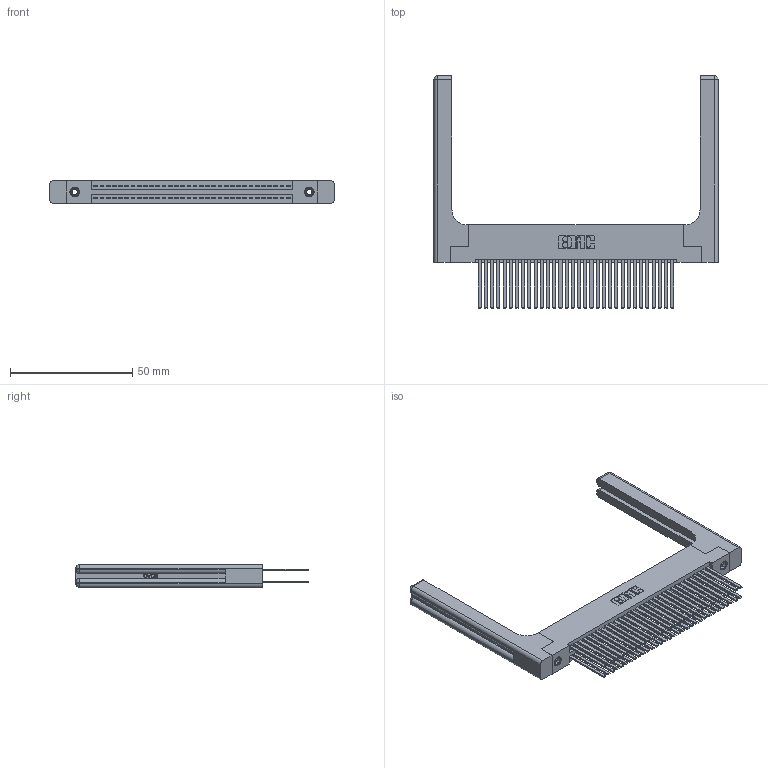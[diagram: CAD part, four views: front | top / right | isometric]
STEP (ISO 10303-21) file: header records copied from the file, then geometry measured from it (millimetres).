
FILE_DESCRIPTION (( 'STEP AP203' ), '1' );
FILE_NAME ('395-064-544-258.STEP', '2019-10-23T18:59:56', ( '' ), ( '' ), 'SwSTEP 2.0', 'SolidWorks 2016', '' );
FILE_SCHEMA (( 'CONFIG_CONTROL_DESIGN' ));
Length unit declared in the file: inch
Products named in the file (5): 345 Part_Flush Mounting Lugs - 0.156 Dia-TH; 345-292-001_345-293-144; 345-250-001_345-250-001-102; 345-220-058_345-220-058; 395-064-544-258
Assembly tree (69 placements, depth 2):
  395-064-544-258
    345 Part_Flush Mounting Lugs - 0.156 Dia-TH
    345-292-001_345-293-144  x64
    345-250-001_345-250-001-102  x2
    345-220-058_345-220-058  x2
Bounding box: 116.31 x 94.92 x 9.4 mm (x, y, z)
Volume: 20577.6 mm3; surface area: 25384.2 mm2
Topology: 69 solids, 69 shells, 3198 faces, 9391 edges, 6154 vertices
Faces by surface type: plane 2084, cylinder 1054, bspline 36, cone 12, sphere 8, torus 4
Entity records: 31452 total; most frequent: CARTESIAN_POINT 6273, ORIENTED_EDGE 5004, DIRECTION 4474, EDGE_CURVE 2502, LINE 2154, VECTOR 2154, VERTEX_POINT 1658, AXIS2_PLACEMENT_3D 1160
